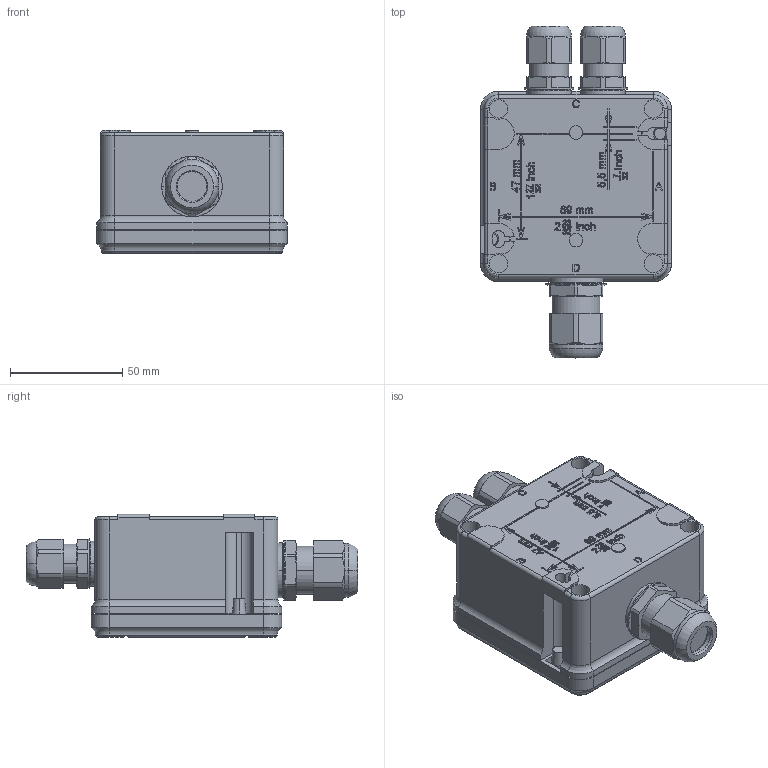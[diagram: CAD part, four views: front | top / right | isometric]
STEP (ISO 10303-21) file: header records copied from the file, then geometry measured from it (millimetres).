
FILE_DESCRIPTION (( 'STEP AP203' ), '1' );
FILE_NAME ('8118-_1_-ap203.STEP', '2013-02-01T10:43:06', ( 'Admin' ), ( 'R. STAHL AG' ), 'SwSTEP 2.0', 'SolidWorks 2012', '' );
FILE_SCHEMA (( 'CONFIG_CONTROL_DESIGN' ));
Length unit declared in the file: millimetre
Products named in the file (18): 8118-_1_-ap203; 81_610_77_01_0_Vereinfacht; Staubschutzkappe_M20; Anschlussgewindedichtung_M20; 81_610_77_01_0_Hutmutter_Vereinfacht; 81_610_77_01_0_Dichtung; 81_610_77_01_0_Stutzen_Vereinfacht; 81_610_76_01_0_Vereinfacht; Staubschutzkappe_M16; Anschlussgewindedichtung_M16; 81_610_76_01_0_Hutmutter_Vereinfacht; 81_610_76_01_0_Dichtung; 81_610_76_01_0_Stutzen_Vereinfacht; 509_626_0; 81_189_01_05_0_Ohne Text; 81_189_61_04_0; 80_409_01_50_0
Assembly tree (24 placements, depth 3):
  8118-_1_-ap203
    81_189_61_04_0
      81_189_61_04_0
      80_409_01_50_0  x4
    81_189_01_05_0_Ohne Text
    509_626_0  x4
    81_610_76_01_0_Vereinfacht  x2
      81_610_76_01_0_Stutzen_Vereinfacht
      81_610_76_01_0_Dichtung
      81_610_76_01_0_Hutmutter_Vereinfacht
      Anschlussgewindedichtung_M16
      Staubschutzkappe_M16
    81_610_77_01_0_Vereinfacht
      81_610_77_01_0_Stutzen_Vereinfacht
      81_610_77_01_0_Dichtung
      81_610_77_01_0_Hutmutter_Vereinfacht
      Anschlussgewindedichtung_M20
      Staubschutzkappe_M20
Bounding box: 85 x 147.99 x 55 mm (x, y, z)
Volume: 145489.8 mm3; surface area: 98298.1 mm2
Topology: 25 solids, 25 shells, 2913 faces, 7659 edges, 4963 vertices
Faces by surface type: plane 1619, cylinder 536, bspline 431, cone 235, torus 84, sphere 8
Entity records: 96383 total; most frequent: CARTESIAN_POINT 41737, ORIENTED_EDGE 11886, DIRECTION 9165, EDGE_CURVE 5943, VERTEX_POINT 3851, LINE 3651, VECTOR 3651, AXIS2_PLACEMENT_3D 2757
